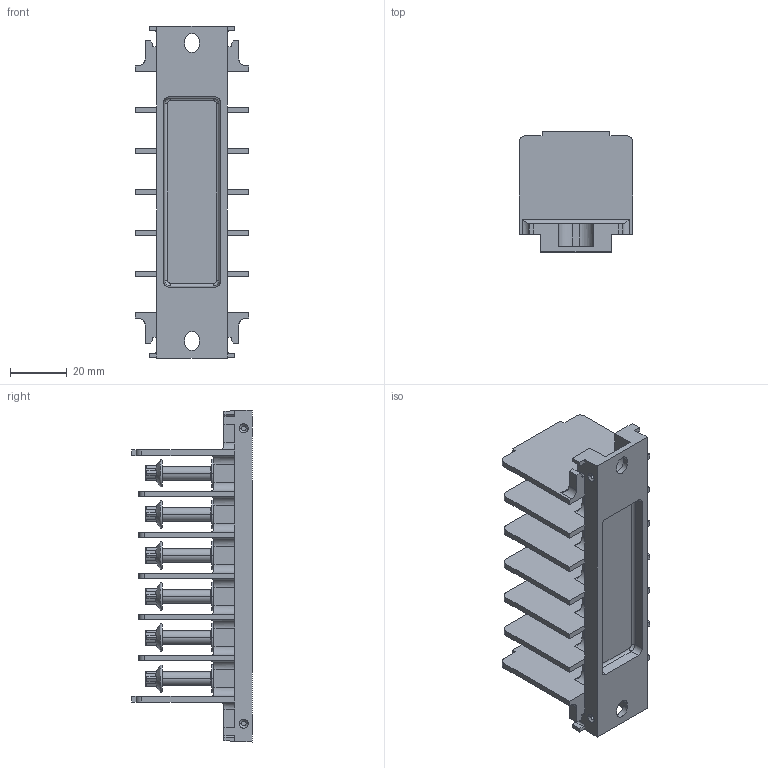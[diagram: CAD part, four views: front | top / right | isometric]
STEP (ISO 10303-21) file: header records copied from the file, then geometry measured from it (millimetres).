
FILE_DESCRIPTION((''),'2;1');
FILE_NAME('32405064002','2020-07-02T',('presta_be4'),(''),'CREO PARAMETRIC BY PTC INC, 2018360','CREO PARAMETRIC BY PTC INC, 2018360','');
FILE_SCHEMA(('CONFIG_CONTROL_DESIGN'));
Length unit declared in the file: millimetre
Products named in the file (1): 32405064002
Bounding box: 40 x 42.5 x 117.2 mm (x, y, z)
Volume: 43954.3 mm3; surface area: 32359.4 mm2
Topology: 1 solids, 1 shells, 577 faces, 1558 edges, 1012 vertices
Faces by surface type: plane 317, cylinder 164, cone 68, torus 24, bspline 4
Entity records: 19750 total; most frequent: CARTESIAN_POINT 5557, ORIENTED_EDGE 3116, DIRECTION 2754, EDGE_CURVE 1558, VERTEX_POINT 1012, AXIS2_PLACEMENT_3D 975, VECTOR 804, LINE 804
